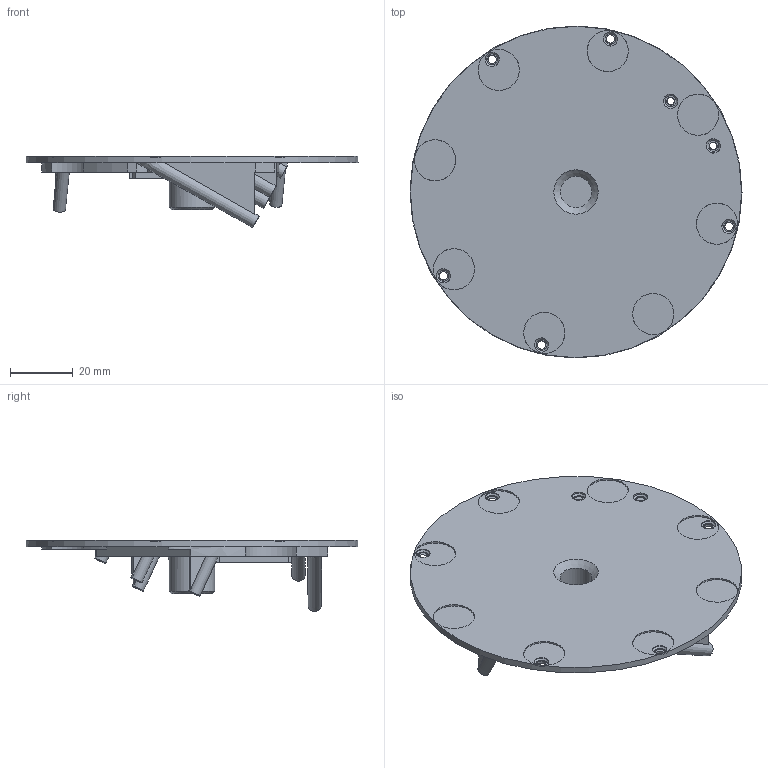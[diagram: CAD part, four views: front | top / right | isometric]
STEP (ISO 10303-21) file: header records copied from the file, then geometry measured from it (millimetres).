
FILE_DESCRIPTION(/* description */ (''),/* implementation_level */ '2;1');
FILE_NAME(/* name */ 'CC2-Right-Base-Plate.step',/* time_stamp */ '2024-12-01T11:07:20-06:00',/* author */ (''),/* organization */ (''),/* preprocessor_version */ 'ST-DEVELOPER v20',/* originating_system */ 'Autodesk Translation Framework v13.20.0.188',/* authorisation */ '');
FILE_SCHEMA (('AUTOMOTIVE_DESIGN { 1 0 10303 214 3 1 1 }'));
Length unit declared in the file: millimetre
Products named in the file (1): MirrorCC2 Updated Baseplate 10-10-2024
Bounding box: 105.6 x 105.6 x 22.65 mm (x, y, z)
Volume: 32152.6 mm3; surface area: 22839.8 mm2
Topology: 1 solids, 1 shells, 160 faces, 383 edges, 253 vertices
Faces by surface type: plane 96, cone 49, cylinder 13, bspline 1, sphere 1
Full cylindrical faces by diameter (mm): 1.699 x2, 10 x1, 14.4 x1
Entity records: 4800 total; most frequent: CARTESIAN_POINT 880, DIRECTION 855, ORIENTED_EDGE 766, EDGE_CURVE 383, AXIS2_PLACEMENT_3D 328, VERTEX_POINT 253, EDGE_LOOP 202, LINE 199
